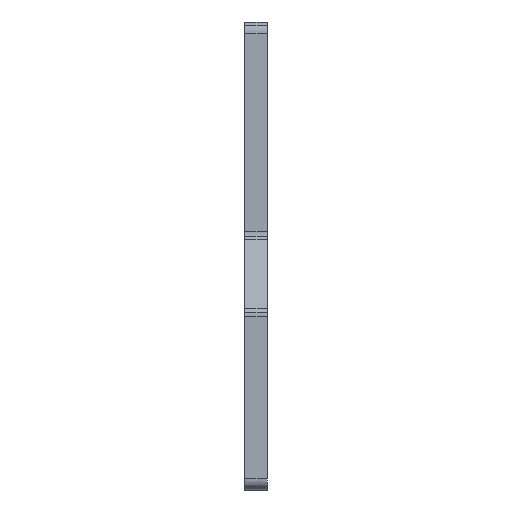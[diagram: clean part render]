
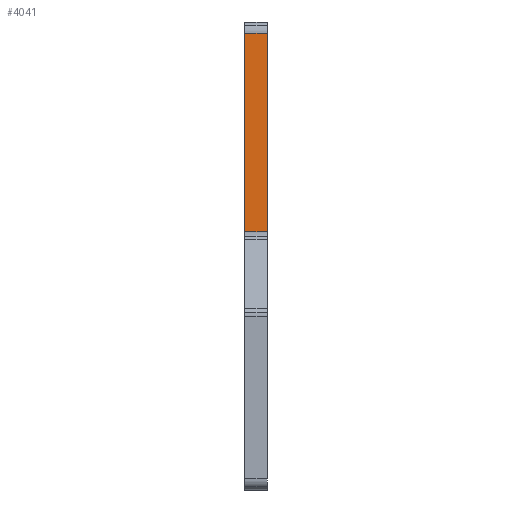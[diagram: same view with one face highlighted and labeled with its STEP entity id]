
A CAD part, left-side view. The second image highlights one B-rep face of the part: STEP entity #4041.
In plain terms, the highlighted planar face has unit normal (-1, 0, 0).
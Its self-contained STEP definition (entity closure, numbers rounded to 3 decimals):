
#689=CARTESIAN_POINT('',(-46.75,0.0,23.164));
#690=VERTEX_POINT('',#689);
#698=CARTESIAN_POINT('',(-46.75,2.0,23.164));
#699=VERTEX_POINT('',#698);
#700=CARTESIAN_POINT('',(-46.75,0.0,23.164));
#701=DIRECTION('',(0.0,1.0,0.0));
#702=VECTOR('',#701,2.0);
#703=LINE('',#700,#702);
#704=EDGE_CURVE('',#690,#699,#703,.T.);
#3245=CARTESIAN_POINT('',(-46.75,0.0,41.0));
#3246=VERTEX_POINT('',#3245);
#3254=CARTESIAN_POINT('',(-46.75,0.0,23.164));
#3255=DIRECTION('',(0.0,0.0,1.0));
#3256=VECTOR('',#3255,17.836);
#3257=LINE('',#3254,#3256);
#3258=EDGE_CURVE('',#690,#3246,#3257,.T.);
#4018=CARTESIAN_POINT('',(-46.75,0.0,42.));
#4019=DIRECTION('',(-1.0,0.0,0.0));
#4020=DIRECTION('',(0.0,0.0,1.0));
#4021=AXIS2_PLACEMENT_3D('',#4018,#4019,#4020);
#4022=PLANE('',#4021);
#4023=ORIENTED_EDGE('',*,*,#704,.F.);
#4024=ORIENTED_EDGE('',*,*,#3258,.T.);
#4025=CARTESIAN_POINT('',(-46.75,2.0,41.0));
#4026=VERTEX_POINT('',#4025);
#4027=CARTESIAN_POINT('',(-46.75,2.0,41.0));
#4028=DIRECTION('',(0.0,-1.0,0.0));
#4029=VECTOR('',#4028,2.0);
#4030=LINE('',#4027,#4029);
#4031=EDGE_CURVE('',#4026,#3246,#4030,.T.);
#4032=ORIENTED_EDGE('',*,*,#4031,.F.);
#4033=CARTESIAN_POINT('',(-46.75,2.0,41.0));
#4034=DIRECTION('',(0.0,0.0,-1.0));
#4035=VECTOR('',#4034,17.836);
#4036=LINE('',#4033,#4035);
#4037=EDGE_CURVE('',#4026,#699,#4036,.T.);
#4038=ORIENTED_EDGE('',*,*,#4037,.T.);
#4039=EDGE_LOOP('',(#4023,#4024,#4032,#4038));
#4040=FACE_OUTER_BOUND('',#4039,.T.);
#4041=ADVANCED_FACE('',(#4040),#4022,.T.);
